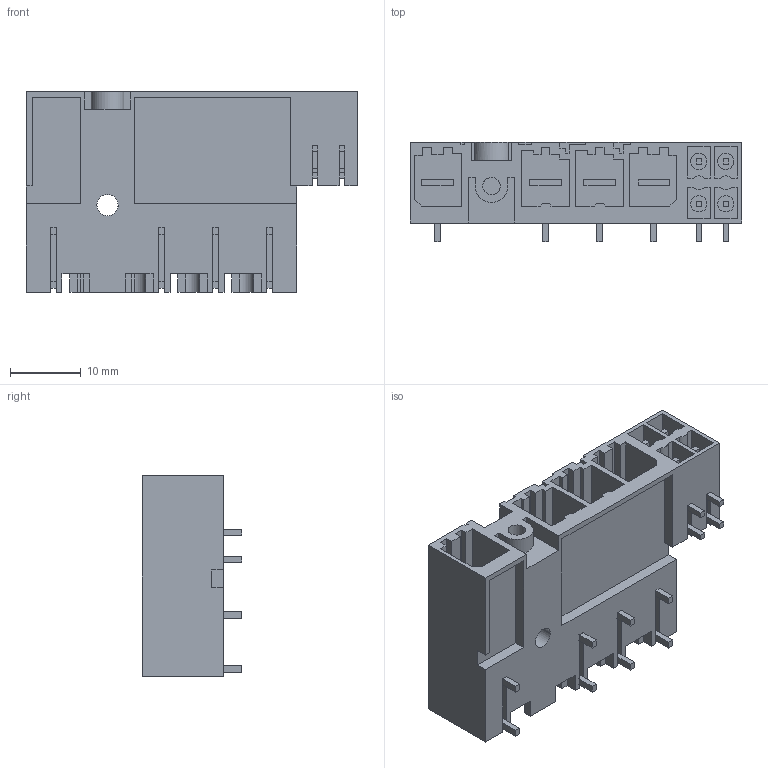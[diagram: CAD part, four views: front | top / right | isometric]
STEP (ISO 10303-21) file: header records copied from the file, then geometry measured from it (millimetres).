
FILE_DESCRIPTION(('CATIA V5 STEP','CAx-IF Rec.Pracs.--- Model Styling and Organization---1.4--- 2014-01-23'),'2;1');
FILE_NAME ('214495-3_0_2626930000_2626930000.stp','2023-08-02T13:18:25+00:00',('none'),('Weidmueller'),'CATIA Version 5-6 Release 2016 SP3 HF44','CATIA V5 STEP AP214','none');
FILE_SCHEMA(('AUTOMOTIVE_DESIGN { 1 0 10303 214 1 1 1 1 }'));
Length unit declared in the file: millimetre
Products named in the file (1): 2626930000
Bounding box: 46.69 x 14 x 28.3 mm (x, y, z)
Volume: 7897.5 mm3; surface area: 10138.4 mm2
Topology: 9 solids, 9 shells, 580 faces, 1651 edges, 1097 vertices
Faces by surface type: plane 512, cylinder 68
Entity records: 18395 total; most frequent: CARTESIAN_POINT 3334, ORIENTED_EDGE 3302, DIRECTION 2519, EDGE_CURVE 1651, VECTOR 1511, LINE 1511, VERTEX_POINT 1097, EDGE_LOOP 608
